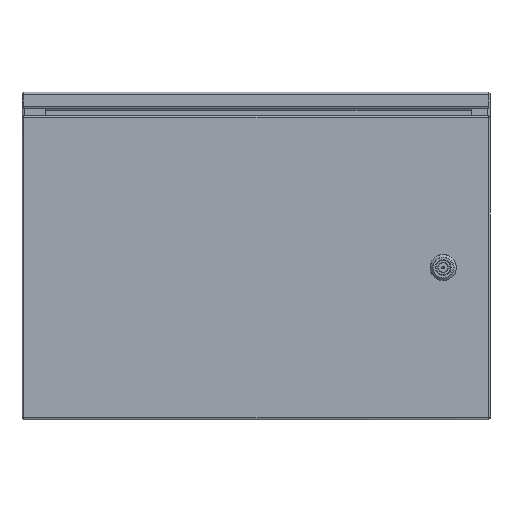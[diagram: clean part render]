
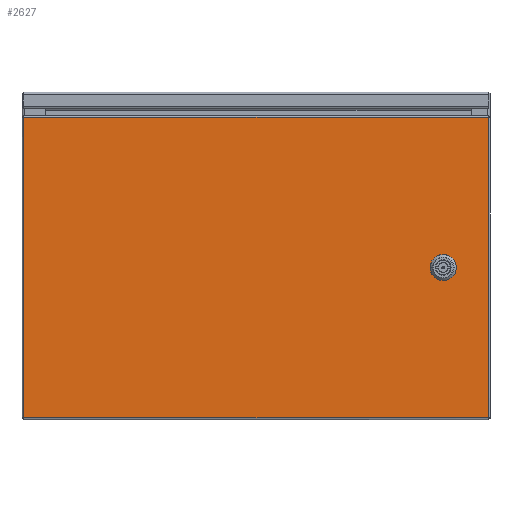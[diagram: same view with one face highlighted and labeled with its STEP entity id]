
A CAD part, top view. The second image highlights one B-rep face of the part: STEP entity #2627.
In plain terms, the highlighted planar face has unit normal (0, 0, 1).
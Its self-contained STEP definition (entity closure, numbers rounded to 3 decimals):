
#21 = DIRECTION ( 'NONE',  ( 1., 0., 0. ) ) ;
#64 = CARTESIAN_POINT ( 'NONE',  ( 194.944, -10.05, 1.5 ) ) ;
#354 = CARTESIAN_POINT ( 'NONE',  ( 200., 0., 1.5 ) ) ;
#688 = PLANE ( 'NONE',  #23696 ) ;
#800 = CARTESIAN_POINT ( 'NONE',  ( 200., 0., 1.5 ) ) ;
#913 = VECTOR ( 'NONE', #19132, 1000. ) ;
#1001 = ORIENTED_EDGE ( 'NONE', *, *, #19068, .F. ) ;
#1034 = ORIENTED_EDGE ( 'NONE', *, *, #23214, .T. ) ;
#1592 = FACE_OUTER_BOUND ( 'NONE', #25271, .T. ) ;
#2014 = CARTESIAN_POINT ( 'NONE',  ( 200., 0., 1.5 ) ) ;
#2485 = DIRECTION ( 'NONE',  ( 1., 0., 0. ) ) ;
#2627 = ADVANCED_FACE ( 'NONE', ( #18067, #1592 ), #688, .T. ) ;
#2796 = CARTESIAN_POINT ( 'NONE',  ( 248.429, 160.5, 1.5 ) ) ;
#2961 = DIRECTION ( 'NONE',  ( 1., 0., 0. ) ) ;
#3295 = CARTESIAN_POINT ( 'NONE',  ( -250., -162.5, 1.5 ) ) ;
#3634 = CARTESIAN_POINT ( 'NONE',  ( 210.05, 5.056, 1.5 ) ) ;
#4002 = ORIENTED_EDGE ( 'NONE', *, *, #19200, .F. ) ;
#4199 = DIRECTION ( 'NONE',  ( 1., 0., 0. ) ) ;
#4225 = EDGE_CURVE ( 'NONE', #7632, #6856, #26551, .T. ) ;
#4499 = EDGE_CURVE ( 'NONE', #24653, #20988, #12882, .T. ) ;
#4631 = CARTESIAN_POINT ( 'NONE',  ( 210.05, 5.056, 1.5 ) ) ;
#4987 = VERTEX_POINT ( 'NONE', #25783 ) ;
#5145 = LINE ( 'NONE', #15457, #16545 ) ;
#5194 = ORIENTED_EDGE ( 'NONE', *, *, #24520, .F. ) ;
#6037 = EDGE_CURVE ( 'NONE', #13915, #27336, #5145, .T. ) ;
#6160 = EDGE_CURVE ( 'NONE', #8242, #13301, #13848, .T. ) ;
#6484 = DIRECTION ( 'NONE',  ( 0., -1., 0. ) ) ;
#6514 = VECTOR ( 'NONE', #6484, 1000. ) ;
#6856 = VERTEX_POINT ( 'NONE', #21346 ) ;
#7035 = EDGE_CURVE ( 'NONE', #13301, #14529, #17512, .T. ) ;
#7055 = CARTESIAN_POINT ( 'NONE',  ( 189.95, 5.056, 1.5 ) ) ;
#7330 = AXIS2_PLACEMENT_3D ( 'NONE', #2014, #17053, #4199 ) ;
#7632 = VERTEX_POINT ( 'NONE', #11442 ) ;
#8242 = VERTEX_POINT ( 'NONE', #4631 ) ;
#8788 = CARTESIAN_POINT ( 'NONE',  ( 205.056, -10.05, 1.5 ) ) ;
#9275 = DIRECTION ( 'NONE',  ( -1., 0., 0. ) ) ;
#9477 = ORIENTED_EDGE ( 'NONE', *, *, #14885, .T. ) ;
#9835 = CARTESIAN_POINT ( 'NONE',  ( -248., 160.5, 1.5 ) ) ;
#9985 = DIRECTION ( 'NONE',  ( 0., 0., 1. ) ) ;
#10228 = DIRECTION ( 'NONE',  ( 1., 0., 0. ) ) ;
#11054 = CARTESIAN_POINT ( 'NONE',  ( 205.056, 10.05, 1.5 ) ) ;
#11442 = CARTESIAN_POINT ( 'NONE',  ( 248., -160.5, 1.5 ) ) ;
#11861 = CARTESIAN_POINT ( 'NONE',  ( 189.95, 5.056, 1.5 ) ) ;
#12837 = ORIENTED_EDGE ( 'NONE', *, *, #7035, .F. ) ;
#12882 = LINE ( 'NONE', #7055, #6514 ) ;
#13301 = VERTEX_POINT ( 'NONE', #11054 ) ;
#13832 = CARTESIAN_POINT ( 'NONE',  ( 189.95, -5.056, 1.5 ) ) ;
#13848 = CIRCLE ( 'NONE', #21686, 11.25 ) ;
#13915 = VERTEX_POINT ( 'NONE', #64 ) ;
#14529 = VERTEX_POINT ( 'NONE', #15028 ) ;
#14885 = EDGE_CURVE ( 'NONE', #6856, #19991, #15788, .T. ) ;
#14994 = CIRCLE ( 'NONE', #20301, 11.25 ) ;
#15012 = CARTESIAN_POINT ( 'NONE',  ( -248.429, -160.5, 1.5 ) ) ;
#15028 = CARTESIAN_POINT ( 'NONE',  ( 194.944, 10.05, 1.5 ) ) ;
#15044 = VECTOR ( 'NONE', #21, 1000. ) ;
#15354 = DIRECTION ( 'NONE',  ( 0., 0., 1. ) ) ;
#15457 = CARTESIAN_POINT ( 'NONE',  ( 194.944, -10.05, 1.5 ) ) ;
#15788 = LINE ( 'NONE', #2796, #25735 ) ;
#15823 = DIRECTION ( 'NONE',  ( 0., 0., 1. ) ) ;
#15826 = DIRECTION ( 'NONE',  ( 1., 0., 0. ) ) ;
#16497 = DIRECTION ( 'NONE',  ( 0., 1., 0. ) ) ;
#16545 = VECTOR ( 'NONE', #15826, 1000. ) ;
#16815 = AXIS2_PLACEMENT_3D ( 'NONE', #800, #15823, #2961 ) ;
#17053 = DIRECTION ( 'NONE',  ( 0., 0., 1. ) ) ;
#17310 = EDGE_CURVE ( 'NONE', #19991, #23743, #23800, .T. ) ;
#17512 = LINE ( 'NONE', #19227, #913 ) ;
#17777 = LINE ( 'NONE', #3634, #23412 ) ;
#17862 = ORIENTED_EDGE ( 'NONE', *, *, #6037, .F. ) ;
#18067 = FACE_BOUND ( 'NONE', #19865, .T. ) ;
#18222 = DIRECTION ( 'NONE',  ( 0., 1., 0. ) ) ;
#19068 = EDGE_CURVE ( 'NONE', #4987, #8242, #17777, .T. ) ;
#19132 = DIRECTION ( 'NONE',  ( -1., 0., 0. ) ) ;
#19200 = EDGE_CURVE ( 'NONE', #20988, #13915, #20098, .T. ) ;
#19227 = CARTESIAN_POINT ( 'NONE',  ( 194.944, 10.05, 1.5 ) ) ;
#19331 = EDGE_CURVE ( 'NONE', #27336, #4987, #14994, .T. ) ;
#19699 = CIRCLE ( 'NONE', #16815, 11.25 ) ;
#19785 = CARTESIAN_POINT ( 'NONE',  ( 248., -160.929, 1.5 ) ) ;
#19865 = EDGE_LOOP ( 'NONE', ( #23560, #1001, #21136, #17862, #4002, #27233, #5194, #12837 ) ) ;
#19924 = ORIENTED_EDGE ( 'NONE', *, *, #17310, .T. ) ;
#19991 = VERTEX_POINT ( 'NONE', #9835 ) ;
#20098 = CIRCLE ( 'NONE', #7330, 11.25 ) ;
#20168 = CARTESIAN_POINT ( 'NONE',  ( -248., 160.929, 1.5 ) ) ;
#20301 = AXIS2_PLACEMENT_3D ( 'NONE', #354, #15354, #2485 ) ;
#20988 = VERTEX_POINT ( 'NONE', #13832 ) ;
#21136 = ORIENTED_EDGE ( 'NONE', *, *, #19331, .F. ) ;
#21346 = CARTESIAN_POINT ( 'NONE',  ( 248., 160.5, 1.5 ) ) ;
#21686 = AXIS2_PLACEMENT_3D ( 'NONE', #26782, #9985, #10228 ) ;
#21850 = VECTOR ( 'NONE', #26516, 1000. ) ;
#22319 = DIRECTION ( 'NONE',  ( 0., 0., 1. ) ) ;
#23214 = EDGE_CURVE ( 'NONE', #23743, #7632, #25687, .T. ) ;
#23412 = VECTOR ( 'NONE', #16497, 1000. ) ;
#23560 = ORIENTED_EDGE ( 'NONE', *, *, #6160, .F. ) ;
#23696 = AXIS2_PLACEMENT_3D ( 'NONE', #3295, #22319, #23841 ) ;
#23743 = VERTEX_POINT ( 'NONE', #27251 ) ;
#23800 = LINE ( 'NONE', #20168, #21850 ) ;
#23841 = DIRECTION ( 'NONE',  ( 1., 0., 0. ) ) ;
#24520 = EDGE_CURVE ( 'NONE', #14529, #24653, #19699, .T. ) ;
#24653 = VERTEX_POINT ( 'NONE', #11861 ) ;
#25271 = EDGE_LOOP ( 'NONE', ( #19924, #1034, #25834, #9477 ) ) ;
#25687 = LINE ( 'NONE', #15012, #15044 ) ;
#25735 = VECTOR ( 'NONE', #9275, 1000. ) ;
#25783 = CARTESIAN_POINT ( 'NONE',  ( 210.05, -5.056, 1.5 ) ) ;
#25834 = ORIENTED_EDGE ( 'NONE', *, *, #4225, .T. ) ;
#25891 = VECTOR ( 'NONE', #18222, 1000. ) ;
#26516 = DIRECTION ( 'NONE',  ( 0., -1., 0. ) ) ;
#26551 = LINE ( 'NONE', #19785, #25891 ) ;
#26782 = CARTESIAN_POINT ( 'NONE',  ( 200., 0., 1.5 ) ) ;
#27233 = ORIENTED_EDGE ( 'NONE', *, *, #4499, .F. ) ;
#27251 = CARTESIAN_POINT ( 'NONE',  ( -248., -160.5, 1.5 ) ) ;
#27336 = VERTEX_POINT ( 'NONE', #8788 ) ;
